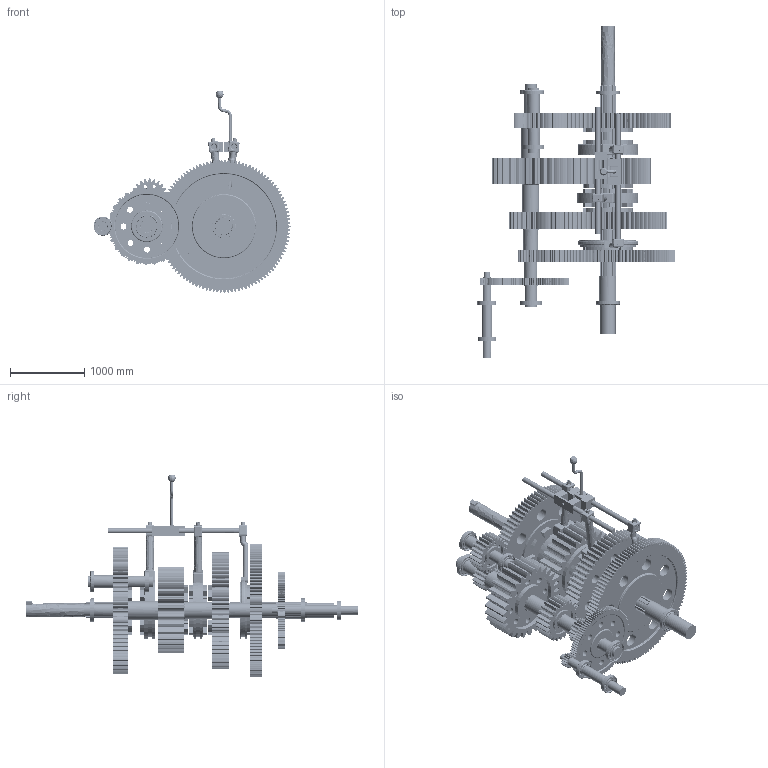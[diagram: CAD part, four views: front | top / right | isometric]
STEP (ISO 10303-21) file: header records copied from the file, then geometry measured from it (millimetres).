
FILE_DESCRIPTION(('FreeCAD Model'),'2;1');
FILE_NAME('Open CASCADE Shape Model','2025-05-04T03:17:13',('FreeCAD'),( 'FreeCAD'),'Open CASCADE STEP processor 7.6','FreeCAD','Unknown');
FILE_SCHEMA(('AUTOMOTIVE_DESIGN { 1 0 10303 214 1 1 1 1 }'));
Products named in the file (1): Open CASCADE STEP translator 7.6 1
Bounding box: 2651.45 x 4467.99 x 2713.87 mm (x, y, z)
Volume: 2146130081.3 mm3; surface area: 56635181.4 mm2
Topology: 197 solids, 197 shells, 5944 faces, 15628 edges, 10226 vertices
Faces by surface type: bspline 5944
Entity records: 214356 total; most frequent: CARTESIAN_POINT 130428, ORIENTED_EDGE 31040, EDGE_CURVE 15520, VERTEX_POINT 10214, B_SPLINE_CURVE_WITH_KNOTS 6569, FACE_BOUND 6406, EDGE_LOOP 6406, ADVANCED_FACE 5941
